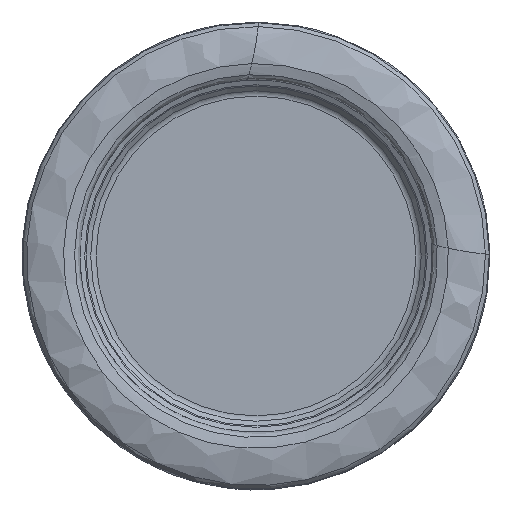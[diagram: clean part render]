
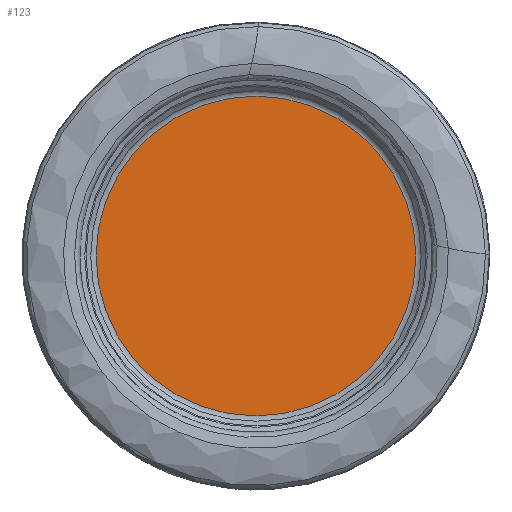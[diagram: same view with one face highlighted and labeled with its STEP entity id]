
A CAD part, left-side view. The second image highlights one B-rep face of the part: STEP entity #123.
In plain terms, the highlighted planar face has unit normal (-1, 0, 0).
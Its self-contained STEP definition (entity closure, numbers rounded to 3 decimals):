
#85=PLANE('',#529);
#87=FACE_OUTER_BOUND('',#200,.T.);
#123=ADVANCED_FACE('',(#87),#85,.F.);
#200=EDGE_LOOP('',(#250));
#250=ORIENTED_EDGE('',*,*,#402,.T.);
#365=VERTEX_POINT('',#755);
#402=EDGE_CURVE('',#365,#365,#463,.T.);
#463=CIRCLE('',#527,17.104);
#527=AXIS2_PLACEMENT_3D('',#754,#613,#614);
#529=AXIS2_PLACEMENT_3D('',#757,#617,#618);
#613=DIRECTION('',(-1.,0.,0.));
#614=DIRECTION('',(0.,0.,1.));
#617=DIRECTION('',(1.,0.,0.));
#618=DIRECTION('',(0.,0.,-1.));
#754=CARTESIAN_POINT('',(2.5,0.,0.));
#755=CARTESIAN_POINT('',(2.5,0.,17.104));
#757=CARTESIAN_POINT('',(2.5,17.104,0.));
